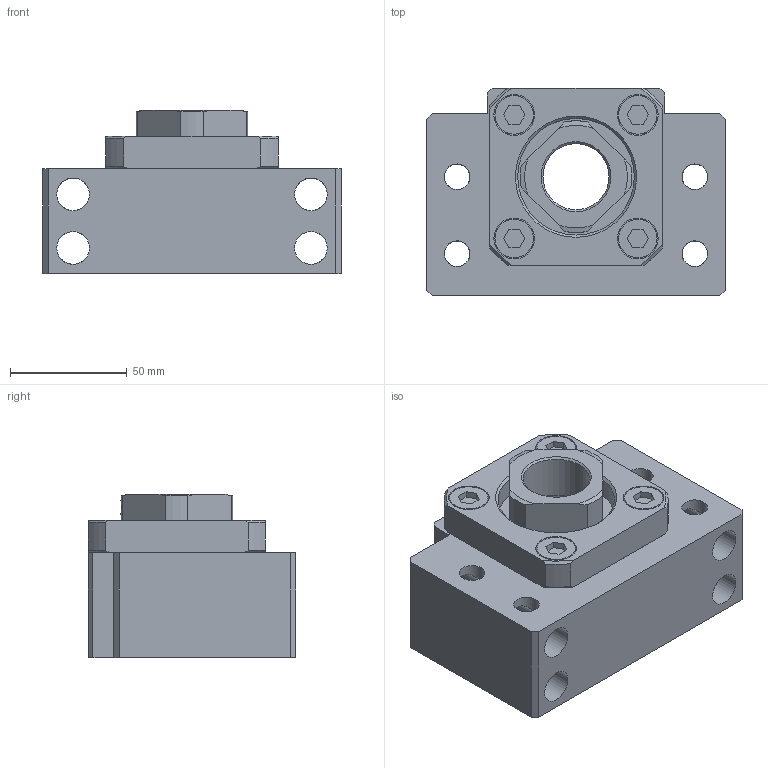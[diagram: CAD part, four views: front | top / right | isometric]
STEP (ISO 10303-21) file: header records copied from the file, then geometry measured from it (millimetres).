
FILE_DESCRIPTION( ( 'STEP AP203' ), ' ' );
FILE_NAME( 'BK_30Yes.stp', '2018-02-07T15:53:41', ( '' ), ( '' ), ' ', 'PARTsolutions', ' ' );
FILE_SCHEMA( ( 'CONFIG_CONTROL_DESIGN' ) );
Length unit declared in the file: millimetre
Products named in the file (3): BK 30Yes; _BK 30; _BK 30collar
Assembly tree (2 placements, depth 2):
  BK 30Yes
    _BK 30
    _BK 30collar
Bounding box: 128 x 89 x 70 mm (x, y, z)
Volume: 461837.3 mm3; surface area: 89865.3 mm2
Topology: 2 solids, 3 shells, 161 faces, 405 edges, 269 vertices
Faces by surface type: plane 93, cylinder 48, cone 19, torus 1
Full cylindrical faces by diameter (mm): 6 x2, 11 x12, 14 x4, 16.5 x4, 17.5 x4, 20 x4, 28.376 x1, 30 x2, 36 x1, 37.5 x2, 38 x1, 50 x2, 50.1 x1
Entity records: 6018 total; most frequent: CARTESIAN_POINT 2297, DIRECTION 714, ORIENTED_EDGE 672, EDGE_CURVE 336, AXIS2_PLACEMENT_3D 271, EDGE_LOOP 268, VERTEX_POINT 252, FACE_OUTER_BOUND 202
